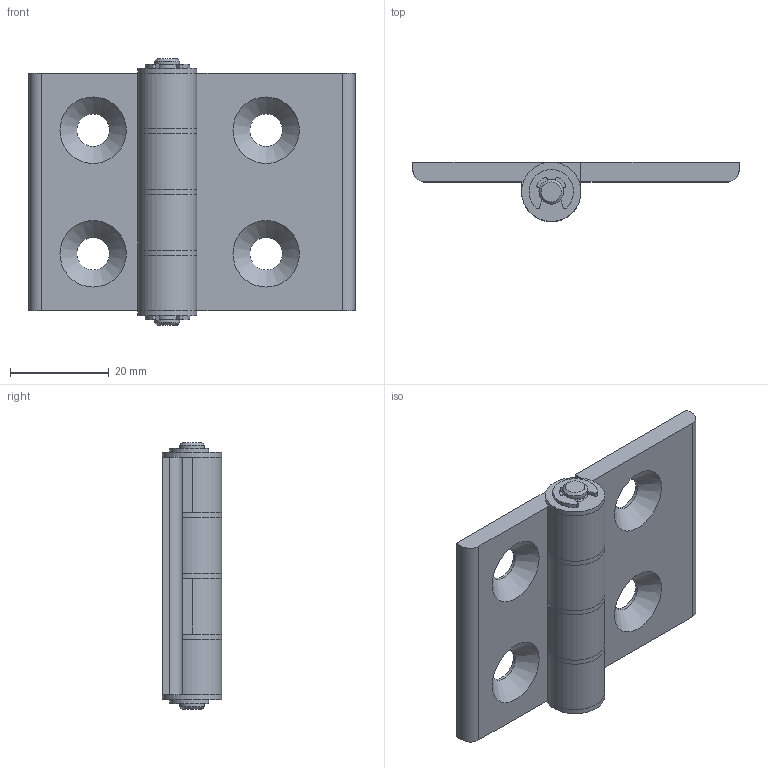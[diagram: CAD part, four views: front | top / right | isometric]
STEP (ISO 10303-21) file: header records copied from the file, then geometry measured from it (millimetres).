
FILE_DESCRIPTION(/* description */ ('Cerniera in Alluminio profilo 30-40'),/* implementation_level */ '2;1');
FILE_NAME(/* name */ 'HE30-40.stp',/* time_stamp */ '2021-04-30T16:21:58+02:00',/* author */ ('giacomo.grandesso'),/* organization */ (''),/* preprocessor_version */ 'ST-DEVELOPER v18.1',/* originating_system */ 'Autodesk Inventor 2021',/* authorisation */ '');
FILE_SCHEMA (('AUTOMOTIVE_DESIGN { 1 0 10303 214 3 1 1 }'));
Length unit declared in the file: millimetre
Products named in the file (1): HE30-40
Bounding box: 66 x 12 x 54 mm (x, y, z)
Volume: 15158.5 mm3; surface area: 11500.4 mm2
Topology: 10 solids, 10 shells, 115 faces, 262 edges, 171 vertices
Faces by surface type: plane 56, cylinder 53, cone 6
Full cylindrical faces by diameter (mm): 4 x2, 5 x12, 6.6 x4, 12 x5
Entity records: 3345 total; most frequent: DIRECTION 607, CARTESIAN_POINT 549, ORIENTED_EDGE 524, EDGE_CURVE 262, AXIS2_PLACEMENT_3D 229, VERTEX_POINT 171, LINE 149, VECTOR 149
